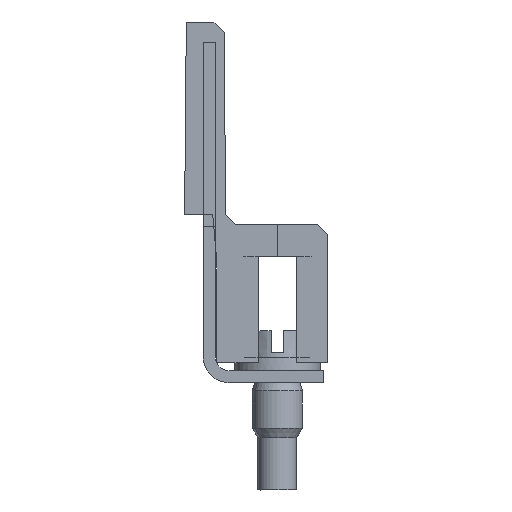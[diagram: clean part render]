
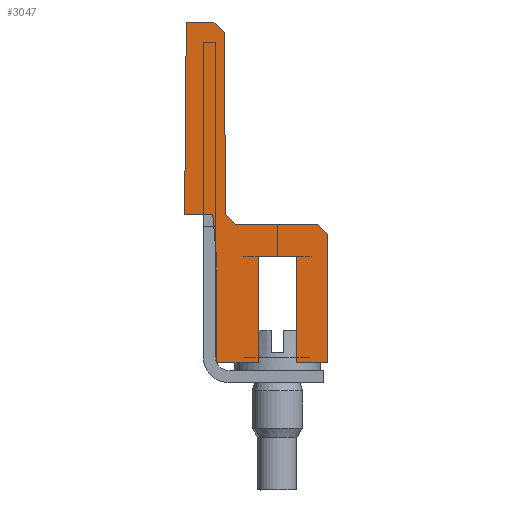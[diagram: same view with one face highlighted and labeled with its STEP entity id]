
A CAD part, left-side view. The second image highlights one B-rep face of the part: STEP entity #3047.
In plain terms, the highlighted planar face has unit normal (-1, 0, 0).
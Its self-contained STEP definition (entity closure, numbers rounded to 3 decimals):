
#3007=AXIS2_PLACEMENT_3D('Plane Axis2P3D',#3004,#3005,#3006) ;
#210=CARTESIAN_POINT('Vertex',(0.163,5.154,22.852)) ;
#213=CARTESIAN_POINT('Line Origine',(0.163,5.115,18.305)) ;
#217=CARTESIAN_POINT('Vertex',(0.163,5.075,13.757)) ;
#1385=CARTESIAN_POINT('Vertex',(0.163,4.575,13.257)) ;
#1388=CARTESIAN_POINT('Line Origine',(0.163,4.825,13.507)) ;
#1409=CARTESIAN_POINT('Vertex',(0.162,0.5,13.257)) ;
#1412=CARTESIAN_POINT('Line Origine',(0.163,2.538,13.257)) ;
#1451=CARTESIAN_POINT('Vertex',(0.163,0.,12.757)) ;
#1454=CARTESIAN_POINT('Line Origine',(0.162,0.25,13.007)) ;
#1471=CARTESIAN_POINT('Line Origine',(0.163,0.,9.557)) ;
#1475=CARTESIAN_POINT('Vertex',(0.163,0.,6.357)) ;
#1495=CARTESIAN_POINT('Line Origine',(0.163,0.778,6.357)) ;
#1499=CARTESIAN_POINT('Vertex',(0.163,1.557,6.357)) ;
#1523=CARTESIAN_POINT('Vertex',(0.163,1.557,11.657)) ;
#1526=CARTESIAN_POINT('Line Origine',(0.163,1.557,9.007)) ;
#1543=CARTESIAN_POINT('Line Origine',(0.163,2.5,11.657)) ;
#1547=CARTESIAN_POINT('Vertex',(0.163,3.443,11.657)) ;
#1580=CARTESIAN_POINT('Line Origine',(0.163,3.443,9.007)) ;
#1584=CARTESIAN_POINT('Vertex',(0.163,3.443,6.357)) ;
#1599=CARTESIAN_POINT('Line Origine',(0.163,4.484,6.357)) ;
#1603=CARTESIAN_POINT('Vertex',(0.163,5.525,6.357)) ;
#1627=CARTESIAN_POINT('Vertex',(0.163,5.525,11.482)) ;
#1630=CARTESIAN_POINT('Line Origine',(0.163,5.525,8.919)) ;
#1651=CARTESIAN_POINT('Vertex',(0.163,5.724,13.754)) ;
#1654=CARTESIAN_POINT('Line Origine',(0.163,5.624,12.618)) ;
#1671=CARTESIAN_POINT('Line Origine',(0.163,5.724,13.755)) ;
#1675=CARTESIAN_POINT('Vertex',(0.163,5.724,13.757)) ;
#2984=CARTESIAN_POINT('Vertex',(0.163,5.659,23.357)) ;
#2987=CARTESIAN_POINT('Line Origine',(0.162,5.407,23.105)) ;
#3004=CARTESIAN_POINT('Axis2P3D Location',(0.163,2.5,6.357)) ;
#3009=CARTESIAN_POINT('Line Origine',(0.163,6.424,13.757)) ;
#3013=CARTESIAN_POINT('Vertex',(0.163,7.125,13.757)) ;
#3016=CARTESIAN_POINT('Line Origine',(0.163,6.35,23.357)) ;
#3020=CARTESIAN_POINT('Vertex',(0.163,7.041,23.357)) ;
#3023=CARTESIAN_POINT('Line Origine',(0.163,7.083,18.557)) ;
#214=DIRECTION('Vector Direction',(0.,-0.009,-1.)) ;
#1389=DIRECTION('Vector Direction',(0.,0.707,0.707)) ;
#1413=DIRECTION('Vector Direction',(0.,-1.,0.)) ;
#1455=DIRECTION('Vector Direction',(0.,-0.707,-0.707)) ;
#1472=DIRECTION('Vector Direction',(0.,0.,-1.)) ;
#1496=DIRECTION('Vector Direction',(0.,-1.,0.)) ;
#1527=DIRECTION('Vector Direction',(0.,0.,-1.)) ;
#1544=DIRECTION('Vector Direction',(0.,-1.,0.)) ;
#1581=DIRECTION('Vector Direction',(0.,0.,-1.)) ;
#1600=DIRECTION('Vector Direction',(0.,-1.,0.)) ;
#1631=DIRECTION('Vector Direction',(0.,0.,-1.)) ;
#1655=DIRECTION('Vector Direction',(0.,-0.087,-0.996)) ;
#1672=DIRECTION('Vector Direction',(0.,0.,-1.)) ;
#2988=DIRECTION('Vector Direction',(0.,-0.707,-0.707)) ;
#3005=DIRECTION('Axis2P3D Direction',(-1.,0.,0.)) ;
#3006=DIRECTION('Axis2P3D XDirection',(0.,-1.,0.)) ;
#3010=DIRECTION('Vector Direction',(0.,-1.,0.)) ;
#3017=DIRECTION('Vector Direction',(0.,-1.,0.)) ;
#3024=DIRECTION('Vector Direction',(0.,0.009,-1.)) ;
#215=VECTOR('Line Direction',#214,1.) ;
#1390=VECTOR('Line Direction',#1389,1.) ;
#1414=VECTOR('Line Direction',#1413,1.) ;
#1456=VECTOR('Line Direction',#1455,1.) ;
#1473=VECTOR('Line Direction',#1472,1.) ;
#1497=VECTOR('Line Direction',#1496,1.) ;
#1528=VECTOR('Line Direction',#1527,1.) ;
#1545=VECTOR('Line Direction',#1544,1.) ;
#1582=VECTOR('Line Direction',#1581,1.) ;
#1601=VECTOR('Line Direction',#1600,1.) ;
#1632=VECTOR('Line Direction',#1631,1.) ;
#1656=VECTOR('Line Direction',#1655,1.) ;
#1673=VECTOR('Line Direction',#1672,1.) ;
#2989=VECTOR('Line Direction',#2988,1.) ;
#3011=VECTOR('Line Direction',#3010,1.) ;
#3018=VECTOR('Line Direction',#3017,1.) ;
#3025=VECTOR('Line Direction',#3024,1.) ;
#3029=ORIENTED_EDGE('',*,*,#3015,.T.) ;
#3030=ORIENTED_EDGE('',*,*,#1677,.T.) ;
#3031=ORIENTED_EDGE('',*,*,#1658,.T.) ;
#3032=ORIENTED_EDGE('',*,*,#1634,.T.) ;
#3033=ORIENTED_EDGE('',*,*,#1605,.T.) ;
#3034=ORIENTED_EDGE('',*,*,#1586,.T.) ;
#3035=ORIENTED_EDGE('',*,*,#1549,.T.) ;
#3036=ORIENTED_EDGE('',*,*,#1530,.F.) ;
#3037=ORIENTED_EDGE('',*,*,#1501,.T.) ;
#3038=ORIENTED_EDGE('',*,*,#1477,.T.) ;
#3039=ORIENTED_EDGE('',*,*,#1458,.F.) ;
#3040=ORIENTED_EDGE('',*,*,#1416,.T.) ;
#3041=ORIENTED_EDGE('',*,*,#1392,.T.) ;
#3042=ORIENTED_EDGE('',*,*,#219,.T.) ;
#3043=ORIENTED_EDGE('',*,*,#2991,.F.) ;
#3044=ORIENTED_EDGE('',*,*,#3022,.T.) ;
#3045=ORIENTED_EDGE('',*,*,#3027,.T.) ;
#3047=ADVANCED_FACE('KU_WQV2.5/30',(#3046),#3008,.T.) ;
#219=EDGE_CURVE('',#218,#211,#216,.F.) ;
#1392=EDGE_CURVE('',#1386,#218,#1391,.T.) ;
#1416=EDGE_CURVE('',#1410,#1386,#1415,.F.) ;
#1458=EDGE_CURVE('',#1410,#1452,#1457,.T.) ;
#1477=EDGE_CURVE('',#1476,#1452,#1474,.F.) ;
#1501=EDGE_CURVE('',#1500,#1476,#1498,.T.) ;
#1530=EDGE_CURVE('',#1500,#1524,#1529,.F.) ;
#1549=EDGE_CURVE('',#1548,#1524,#1546,.T.) ;
#1586=EDGE_CURVE('',#1585,#1548,#1583,.F.) ;
#1605=EDGE_CURVE('',#1604,#1585,#1602,.T.) ;
#1634=EDGE_CURVE('',#1628,#1604,#1633,.T.) ;
#1658=EDGE_CURVE('',#1652,#1628,#1657,.T.) ;
#1677=EDGE_CURVE('',#1676,#1652,#1674,.T.) ;
#2991=EDGE_CURVE('',#2985,#211,#2990,.T.) ;
#3015=EDGE_CURVE('',#3014,#1676,#3012,.T.) ;
#3022=EDGE_CURVE('',#2985,#3021,#3019,.F.) ;
#3027=EDGE_CURVE('',#3021,#3014,#3026,.T.) ;
#3028=EDGE_LOOP('',(#3029,#3030,#3031,#3032,#3033,#3034,#3035,#3036,#3037,#3038,#3039,#3040,#3041,#3042,#3043,#3044,#3045)) ;
#3046=FACE_OUTER_BOUND('',#3028,.T.) ;
#216=LINE('Line',#213,#215) ;
#1391=LINE('Line',#1388,#1390) ;
#1415=LINE('Line',#1412,#1414) ;
#1457=LINE('Line',#1454,#1456) ;
#1474=LINE('Line',#1471,#1473) ;
#1498=LINE('Line',#1495,#1497) ;
#1529=LINE('Line',#1526,#1528) ;
#1546=LINE('Line',#1543,#1545) ;
#1583=LINE('Line',#1580,#1582) ;
#1602=LINE('Line',#1599,#1601) ;
#1633=LINE('Line',#1630,#1632) ;
#1657=LINE('Line',#1654,#1656) ;
#1674=LINE('Line',#1671,#1673) ;
#2990=LINE('Line',#2987,#2989) ;
#3012=LINE('Line',#3009,#3011) ;
#3019=LINE('Line',#3016,#3018) ;
#3026=LINE('Line',#3023,#3025) ;
#3008=PLANE('',#3007) ;
#211=VERTEX_POINT('',#210) ;
#218=VERTEX_POINT('',#217) ;
#1386=VERTEX_POINT('',#1385) ;
#1410=VERTEX_POINT('',#1409) ;
#1452=VERTEX_POINT('',#1451) ;
#1476=VERTEX_POINT('',#1475) ;
#1500=VERTEX_POINT('',#1499) ;
#1524=VERTEX_POINT('',#1523) ;
#1548=VERTEX_POINT('',#1547) ;
#1585=VERTEX_POINT('',#1584) ;
#1604=VERTEX_POINT('',#1603) ;
#1628=VERTEX_POINT('',#1627) ;
#1652=VERTEX_POINT('',#1651) ;
#1676=VERTEX_POINT('',#1675) ;
#2985=VERTEX_POINT('',#2984) ;
#3014=VERTEX_POINT('',#3013) ;
#3021=VERTEX_POINT('',#3020) ;
